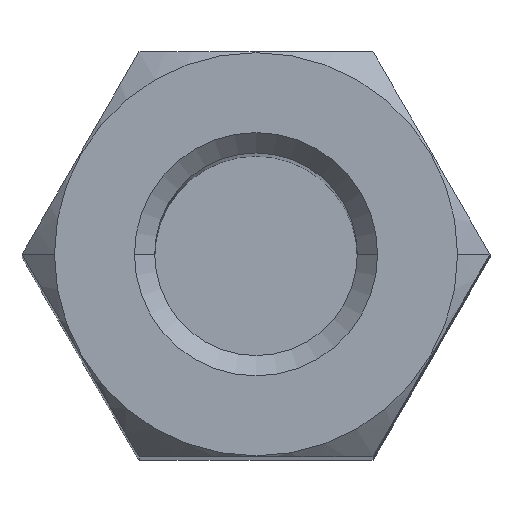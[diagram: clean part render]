
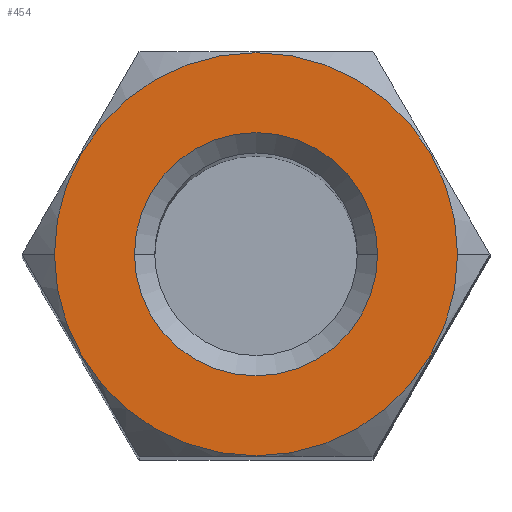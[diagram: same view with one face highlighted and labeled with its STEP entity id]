
A CAD part, top view. The second image highlights one B-rep face of the part: STEP entity #454.
In plain terms, the highlighted planar face has unit normal (0, 0, 1).
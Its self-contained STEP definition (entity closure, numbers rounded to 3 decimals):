
#31 = ORIENTED_EDGE ( 'NONE', *, *, #635, .T. ) ;
#32 = CARTESIAN_POINT ( 'NONE',  ( -1.5, 0., 12.5 ) ) ;
#39 = FACE_OUTER_BOUND ( 'NONE', #772, .T. ) ;
#72 = AXIS2_PLACEMENT_3D ( 'NONE', #238, #788, #497 ) ;
#134 = CARTESIAN_POINT ( 'NONE',  ( 0., 0., 12.5 ) ) ;
#137 = DIRECTION ( 'NONE',  ( 0., 0., -1. ) ) ;
#194 = CIRCLE ( 'NONE', #402, 2.487 ) ;
#225 = CARTESIAN_POINT ( 'NONE',  ( 2.487, 0., 12.5 ) ) ;
#238 = CARTESIAN_POINT ( 'NONE',  ( 0., 0., 12.5 ) ) ;
#262 = CIRCLE ( 'NONE', #680, 1.5 ) ;
#285 = ORIENTED_EDGE ( 'NONE', *, *, #620, .T. ) ;
#298 = FACE_BOUND ( 'NONE', #606, .T. ) ;
#300 = VERTEX_POINT ( 'NONE', #528 ) ;
#357 = EDGE_CURVE ( 'NONE', #300, #560, #365, .T. ) ;
#365 = CIRCLE ( 'NONE', #756, 2.487 ) ;
#367 = CARTESIAN_POINT ( 'NONE',  ( 0., 0., 12.5 ) ) ;
#402 = AXIS2_PLACEMENT_3D ( 'NONE', #134, #712, #564 ) ;
#409 = DIRECTION ( 'NONE',  ( 0., 0., -1. ) ) ;
#414 = CARTESIAN_POINT ( 'NONE',  ( 1.5, 0., 12.5 ) ) ;
#448 = AXIS2_PLACEMENT_3D ( 'NONE', #367, #137, #749 ) ;
#454 = ADVANCED_FACE ( 'NONE', ( #298, #39 ), #804, .T. ) ;
#456 = DIRECTION ( 'NONE',  ( 1., 0., 0. ) ) ;
#472 = VERTEX_POINT ( 'NONE', #414 ) ;
#492 = DIRECTION ( 'NONE',  ( 1., 0., 0. ) ) ;
#494 = ORIENTED_EDGE ( 'NONE', *, *, #357, .T. ) ;
#497 = DIRECTION ( 'NONE',  ( 1., 0., 0. ) ) ;
#528 = CARTESIAN_POINT ( 'NONE',  ( -2.487, 0., 12.5 ) ) ;
#537 = ORIENTED_EDGE ( 'NONE', *, *, #571, .T. ) ;
#560 = VERTEX_POINT ( 'NONE', #225 ) ;
#564 = DIRECTION ( 'NONE',  ( 1., 0., 0. ) ) ;
#571 = EDGE_CURVE ( 'NONE', #472, #572, #262, .T. ) ;
#572 = VERTEX_POINT ( 'NONE', #32 ) ;
#589 = DIRECTION ( 'NONE',  ( 0., 0., 1. ) ) ;
#606 = EDGE_LOOP ( 'NONE', ( #537, #285 ) ) ;
#620 = EDGE_CURVE ( 'NONE', #572, #472, #705, .T. ) ;
#635 = EDGE_CURVE ( 'NONE', #560, #300, #194, .T. ) ;
#680 = AXIS2_PLACEMENT_3D ( 'NONE', #733, #409, #492 ) ;
#705 = CIRCLE ( 'NONE', #448, 1.5 ) ;
#712 = DIRECTION ( 'NONE',  ( 0., 0., 1. ) ) ;
#733 = CARTESIAN_POINT ( 'NONE',  ( 0., 0., 12.5 ) ) ;
#749 = DIRECTION ( 'NONE',  ( 1., 0., 0. ) ) ;
#756 = AXIS2_PLACEMENT_3D ( 'NONE', #767, #589, #456 ) ;
#767 = CARTESIAN_POINT ( 'NONE',  ( 0., 0., 12.5 ) ) ;
#772 = EDGE_LOOP ( 'NONE', ( #31, #494 ) ) ;
#788 = DIRECTION ( 'NONE',  ( 0., 0., 1. ) ) ;
#804 = PLANE ( 'NONE',  #72 ) ;
